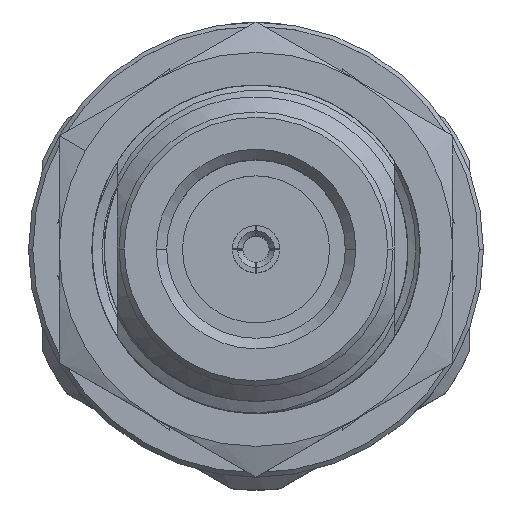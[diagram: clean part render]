
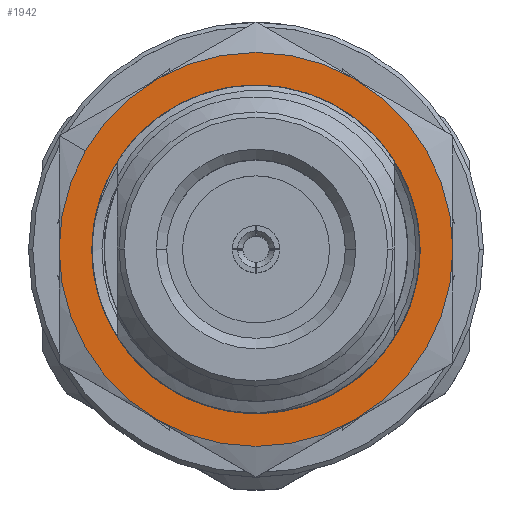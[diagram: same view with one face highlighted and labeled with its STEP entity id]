
A CAD part, top view. The second image highlights one B-rep face of the part: STEP entity #1942.
In plain terms, the highlighted face is planar.
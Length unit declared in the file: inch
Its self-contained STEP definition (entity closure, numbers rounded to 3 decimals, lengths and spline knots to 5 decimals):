
#416 = ORIENTED_EDGE ( 'NONE', *, *, #10351, .T. ) ;
#1107 = AXIS2_PLACEMENT_3D ( 'NONE', #66649, #22701, #17295 ) ;
#1677 = ORIENTED_EDGE ( 'NONE', *, *, #67549, .T. ) ;
#1942 = ADVANCED_FACE ( 'NONE', ( #14850, #47664 ), #4024, .T. ) ;
#3380 = AXIS2_PLACEMENT_3D ( 'NONE', #41688, #30877, #52850 ) ;
#3566 = EDGE_CURVE ( 'NONE', #43894, #69344, #40089, .T. ) ;
#4024 = PLANE ( 'NONE',  #36351 ) ;
#6796 = CARTESIAN_POINT ( 'NONE',  ( 0.41617, 0., 0. ) ) ;
#9471 = AXIS2_PLACEMENT_3D ( 'NONE', #42582, #21659, #15197 ) ;
#10351 = EDGE_CURVE ( 'NONE', #67207, #46406, #57771, .T. ) ;
#11330 = CIRCLE ( 'NONE', #40081, 0.3125 ) ;
#12257 = AXIS2_PLACEMENT_3D ( 'NONE', #6796, #39956, #61932 ) ;
#13486 = CARTESIAN_POINT ( 'NONE',  ( 0.41617, 0., 0. ) ) ;
#13946 = CIRCLE ( 'NONE', #25323, 0.375 ) ;
#14850 = FACE_BOUND ( 'NONE', #67929, .T. ) ;
#15197 = DIRECTION ( 'NONE',  ( 0., 0.5, -0.866 ) ) ;
#16113 = CIRCLE ( 'NONE', #46065, 0.375 ) ;
#17295 = DIRECTION ( 'NONE',  ( 0., 0.5, -0.866 ) ) ;
#17570 = CARTESIAN_POINT ( 'NONE',  ( 0.41617, 0., 0. ) ) ;
#18036 = CIRCLE ( 'NONE', #12257, 0.375 ) ;
#19912 = DIRECTION ( 'NONE',  ( -1., 0., 0. ) ) ;
#21659 = DIRECTION ( 'NONE',  ( -1., 0., 0. ) ) ;
#22546 = EDGE_CURVE ( 'NONE', #67381, #54702, #67861, .T. ) ;
#22646 = EDGE_CURVE ( 'NONE', #46406, #44497, #43678, .T. ) ;
#22701 = DIRECTION ( 'NONE',  ( -1., 0., 0. ) ) ;
#23694 = CARTESIAN_POINT ( 'NONE',  ( 0.41617, 0.1875, -0.32476 ) ) ;
#23701 = ORIENTED_EDGE ( 'NONE', *, *, #33455, .T. ) ;
#25161 = EDGE_CURVE ( 'NONE', #69344, #53736, #16113, .T. ) ;
#25323 = AXIS2_PLACEMENT_3D ( 'NONE', #69558, #58379, #43232 ) ;
#25478 = DIRECTION ( 'NONE',  ( 0., 0.5, -0.866 ) ) ;
#27319 = DIRECTION ( 'NONE',  ( 0., 0.5, -0.866 ) ) ;
#27635 = AXIS2_PLACEMENT_3D ( 'NONE', #13486, #41217, #62850 ) ;
#28904 = EDGE_LOOP ( 'NONE', ( #53980, #1677, #70239, #416, #37860, #23701, #49998 ) ) ;
#29730 = ORIENTED_EDGE ( 'NONE', *, *, #50624, .F. ) ;
#30375 = CARTESIAN_POINT ( 'NONE',  ( 0.41617, 0., 0. ) ) ;
#30877 = DIRECTION ( 'NONE',  ( -1., 0., 0. ) ) ;
#31050 = VERTEX_POINT ( 'NONE', #52102 ) ;
#31355 = CARTESIAN_POINT ( 'NONE',  ( 0.41617, 0., 0. ) ) ;
#31565 = CARTESIAN_POINT ( 'NONE',  ( 0.41617, 0.32476, -0.1875 ) ) ;
#32228 = CIRCLE ( 'NONE', #1107, 0.3125 ) ;
#32329 = EDGE_CURVE ( 'NONE', #31050, #67207, #62133, .T. ) ;
#33455 = EDGE_CURVE ( 'NONE', #44497, #43894, #13946, .T. ) ;
#36351 = AXIS2_PLACEMENT_3D ( 'NONE', #30375, #41535, #53060 ) ;
#37860 = ORIENTED_EDGE ( 'NONE', *, *, #22646, .T. ) ;
#38130 = DIRECTION ( 'NONE',  ( -1., 0., 0. ) ) ;
#38151 = ORIENTED_EDGE ( 'NONE', *, *, #22546, .F. ) ;
#39756 = CARTESIAN_POINT ( 'NONE',  ( 0.41617, 0.32476, 0.1875 ) ) ;
#39956 = DIRECTION ( 'NONE',  ( -1., 0., 0. ) ) ;
#40081 = AXIS2_PLACEMENT_3D ( 'NONE', #55987, #56699, #67887 ) ;
#40089 = CIRCLE ( 'NONE', #49306, 0.375 ) ;
#41217 = DIRECTION ( 'NONE',  ( -1., 0., 0. ) ) ;
#41535 = DIRECTION ( 'NONE',  ( -1., 0., 0. ) ) ;
#41688 = CARTESIAN_POINT ( 'NONE',  ( 0.41617, 0., 0. ) ) ;
#42334 = EDGE_CURVE ( 'NONE', #66489, #67381, #11330, .T. ) ;
#42582 = CARTESIAN_POINT ( 'NONE',  ( 0.41617, 0., 0. ) ) ;
#43232 = DIRECTION ( 'NONE',  ( 0., 0.5, -0.866 ) ) ;
#43548 = ORIENTED_EDGE ( 'NONE', *, *, #42334, .F. ) ;
#43669 = CARTESIAN_POINT ( 'NONE',  ( 0.41617, 0.26486, -0.16585 ) ) ;
#43678 = CIRCLE ( 'NONE', #3380, 0.375 ) ;
#43894 = VERTEX_POINT ( 'NONE', #39756 ) ;
#43986 = CARTESIAN_POINT ( 'NONE',  ( 0.41617, 0., 0.375 ) ) ;
#44497 = VERTEX_POINT ( 'NONE', #43986 ) ;
#46065 = AXIS2_PLACEMENT_3D ( 'NONE', #69272, #19912, #63858 ) ;
#46406 = VERTEX_POINT ( 'NONE', #52253 ) ;
#47664 = FACE_OUTER_BOUND ( 'NONE', #28904, .T. ) ;
#49306 = AXIS2_PLACEMENT_3D ( 'NONE', #17570, #38130, #27319 ) ;
#49998 = ORIENTED_EDGE ( 'NONE', *, *, #3566, .T. ) ;
#50624 = EDGE_CURVE ( 'NONE', #54702, #66489, #32228, .T. ) ;
#52102 = CARTESIAN_POINT ( 'NONE',  ( 0.41617, 0., -0.375 ) ) ;
#52253 = CARTESIAN_POINT ( 'NONE',  ( 0.41617, -0.32476, 0.1875 ) ) ;
#52850 = DIRECTION ( 'NONE',  ( 0., 0.5, -0.866 ) ) ;
#53060 = DIRECTION ( 'NONE',  ( 0., 0.5, -0.866 ) ) ;
#53736 = VERTEX_POINT ( 'NONE', #23694 ) ;
#53980 = ORIENTED_EDGE ( 'NONE', *, *, #25161, .T. ) ;
#54702 = VERTEX_POINT ( 'NONE', #57494 ) ;
#55987 = CARTESIAN_POINT ( 'NONE',  ( 0.41617, 0., 0. ) ) ;
#56699 = DIRECTION ( 'NONE',  ( -1., 0., 0. ) ) ;
#57249 = CARTESIAN_POINT ( 'NONE',  ( 0.41617, -0.32476, -0.1875 ) ) ;
#57494 = CARTESIAN_POINT ( 'NONE',  ( 0.41617, 0.07001, -0.30456 ) ) ;
#57771 = CIRCLE ( 'NONE', #9471, 0.375 ) ;
#58248 = DIRECTION ( 'NONE',  ( -1., 0., 0. ) ) ;
#58379 = DIRECTION ( 'NONE',  ( -1., 0., 0. ) ) ;
#60949 = AXIS2_PLACEMENT_3D ( 'NONE', #31355, #58248, #25478 ) ;
#61932 = DIRECTION ( 'NONE',  ( 0., 0.5, -0.866 ) ) ;
#62133 = CIRCLE ( 'NONE', #27635, 0.375 ) ;
#62850 = DIRECTION ( 'NONE',  ( 0., 0.5, -0.866 ) ) ;
#63858 = DIRECTION ( 'NONE',  ( 0., 0.5, -0.866 ) ) ;
#66489 = VERTEX_POINT ( 'NONE', #43669 ) ;
#66649 = CARTESIAN_POINT ( 'NONE',  ( 0.41617, 0., 0. ) ) ;
#66999 = CARTESIAN_POINT ( 'NONE',  ( 0.41617, 0.15625, -0.27063 ) ) ;
#67207 = VERTEX_POINT ( 'NONE', #57249 ) ;
#67381 = VERTEX_POINT ( 'NONE', #66999 ) ;
#67549 = EDGE_CURVE ( 'NONE', #53736, #31050, #18036, .T. ) ;
#67861 = CIRCLE ( 'NONE', #60949, 0.3125 ) ;
#67887 = DIRECTION ( 'NONE',  ( 0., 0.5, -0.866 ) ) ;
#67929 = EDGE_LOOP ( 'NONE', ( #29730, #38151, #43548 ) ) ;
#69272 = CARTESIAN_POINT ( 'NONE',  ( 0.41617, 0., 0. ) ) ;
#69344 = VERTEX_POINT ( 'NONE', #31565 ) ;
#69558 = CARTESIAN_POINT ( 'NONE',  ( 0.41617, 0., 0. ) ) ;
#70239 = ORIENTED_EDGE ( 'NONE', *, *, #32329, .T. ) ;
